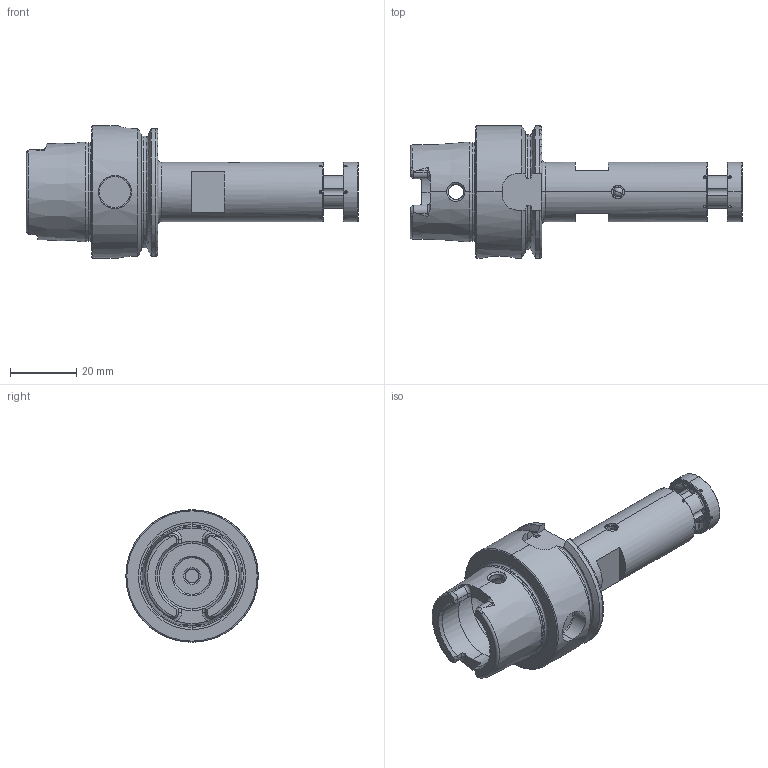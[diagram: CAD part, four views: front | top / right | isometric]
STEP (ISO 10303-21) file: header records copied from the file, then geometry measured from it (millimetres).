
FILE_DESCRIPTION (( 'STEP AP214' ), '1' );
FILE_NAME ('HA4.10S.018.070.STEP', '2019-03-05T14:28:54', ( '' ), ( '' ), 'SwSTEP 2.0', 'SolidWorks 2017', '' );
FILE_SCHEMA (( 'AUTOMOTIVE_DESIGN' ));
Length unit declared in the file: millimetre
Products named in the file (9): DIN 7991 - M5x30; KVT_MB_600_040; HA4-10S.018.070_A_Fertigbearbeitung; HA4.10S.018.070; 10S-ER1.018.019_A; HA4-10S.018.070_A
Assembly tree (4 placements, depth 2):
  KVT_MB_600_040
  DIN 7991 - M5x30
  HA4.10S.018.070
    HA4-10S.018.070_A_Fertigbearbeitung
    10S-ER1.018.019_A
    KVT_MB_600_040
    DIN 7991 - M5x30
  10S-ER1.018.019_A
  HA4-10S.018.070_A
Bounding box: 100.4 x 40 x 40 mm (x, y, z)
Volume: 36325.7 mm3; surface area: 16059.5 mm2
Topology: 5 solids, 5 shells, 335 faces, 865 edges, 529 vertices
Faces by surface type: cylinder 114, cone 98, plane 72, torus 45, bspline 4, sphere 2
Entity records: 13281 total; most frequent: CARTESIAN_POINT 3968, ORIENTED_EDGE 1692, DIRECTION 1599, EDGE_CURVE 846, AXIS2_PLACEMENT_3D 653, VERTEX_POINT 526, EDGE_LOOP 376, ADVANCED_FACE 335
